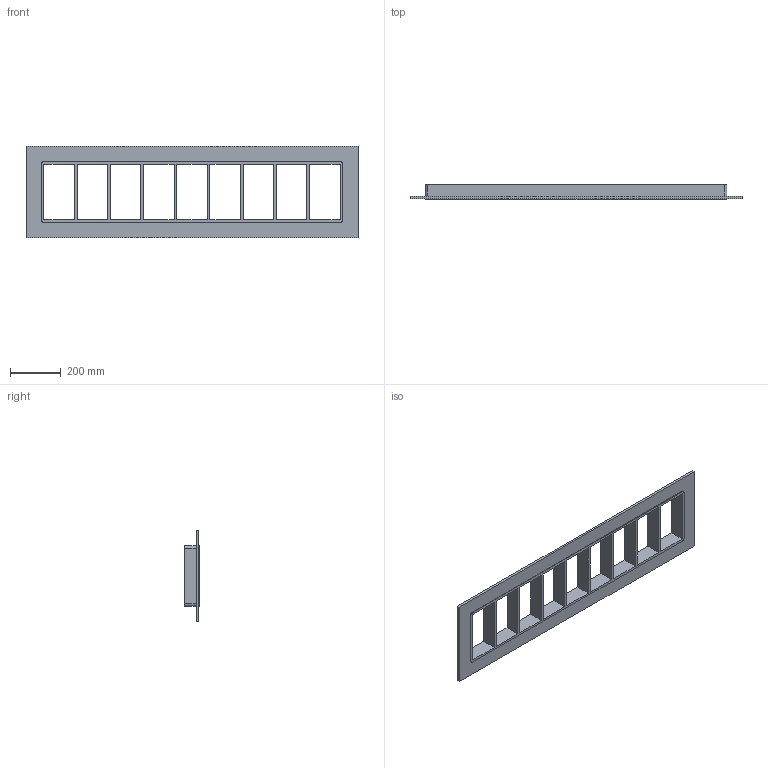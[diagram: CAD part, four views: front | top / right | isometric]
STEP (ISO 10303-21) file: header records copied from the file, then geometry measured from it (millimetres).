
FILE_DESCRIPTION((''),'2;1');
FILE_NAME('SF6X9.stp','2013-06-28T14:29:41',(''),(''),'Autodesk Inventor 2013','Autodesk Inventor 2013','');
FILE_SCHEMA(('AUTOMOTIVE_DESIGN { 1 0 10303 214 1 1 1 1 }'));
Length unit declared in the file: millimetre
Products named in the file (1): roxtec S_SF_G
Bounding box: 1304.5 x 60 x 358 mm (x, y, z)
Volume: 4576108 mm3; surface area: 1001401.6 mm2
Topology: 1 solids, 1 shells, 60 faces, 168 edges, 112 vertices
Faces by surface type: plane 52, cylinder 8
Entity records: 1970 total; most frequent: CARTESIAN_POINT 341, ORIENTED_EDGE 336, DIRECTION 306, EDGE_CURVE 168, VECTOR 152, LINE 152, VERTEX_POINT 112, EDGE_LOOP 80
